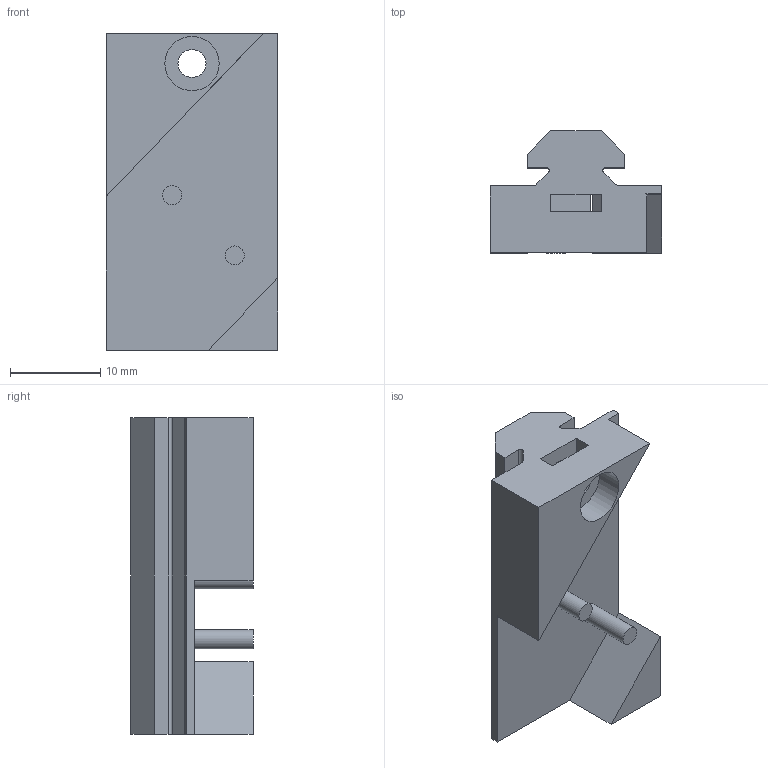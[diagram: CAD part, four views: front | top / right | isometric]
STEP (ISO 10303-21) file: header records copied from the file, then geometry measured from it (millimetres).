
FILE_DESCRIPTION(/* description */ (''),/* implementation_level */ '2;1');
FILE_NAME(/* name */ 'Internal Limit Switch Holder - Left_v7.step',/* time_stamp */ '2022-05-10T16:51:29+01:00',/* author */ (''),/* organization */ (''),/* preprocessor_version */ 'ST-DEVELOPER v18.1',/* originating_system */ 'Autodesk Translation Framework v10.14.0.1471',/* authorisation */ '');
FILE_SCHEMA (('AUTOMOTIVE_DESIGN { 1 0 10303 214 3 1 1 }'));
Length unit declared in the file: millimetre
Products named in the file (1): Internal Limit Switch Holder - Left
Bounding box: 19 x 13.5 x 35 mm (x, y, z)
Volume: 3460.1 mm3; surface area: 2966.9 mm2
Topology: 1 solids, 1 shells, 37 faces, 96 edges, 64 vertices
Faces by surface type: plane 28, cylinder 9
Full cylindrical faces by diameter (mm): 2.1 x2, 3.1 x2, 6 x1
Entity records: 1173 total; most frequent: CARTESIAN_POINT 198, ORIENTED_EDGE 192, DIRECTION 190, EDGE_CURVE 96, LINE 78, VECTOR 78, VERTEX_POINT 64, AXIS2_PLACEMENT_3D 56
